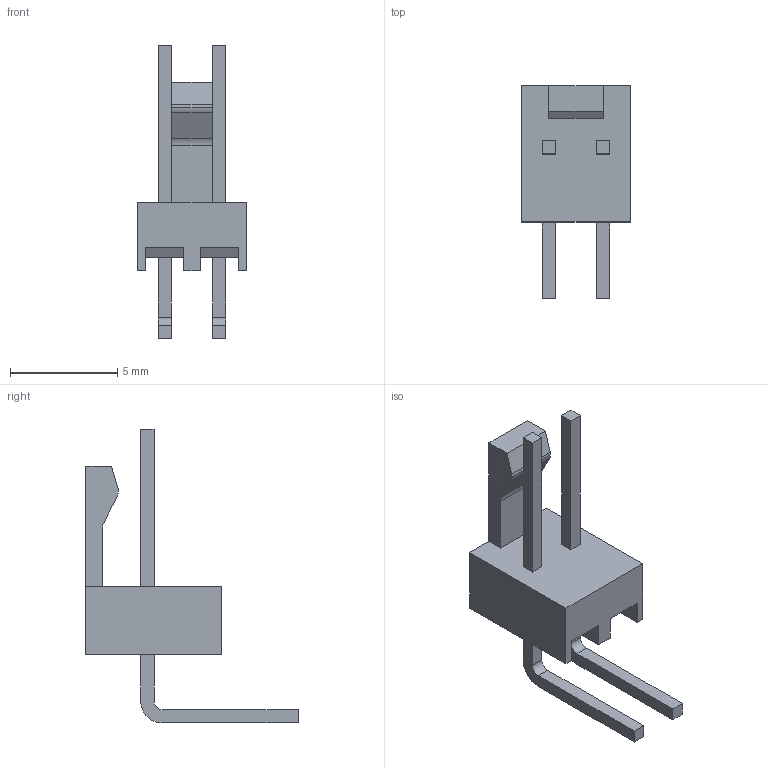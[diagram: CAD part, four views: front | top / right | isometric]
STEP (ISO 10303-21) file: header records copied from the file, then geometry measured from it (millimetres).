
FILE_DESCRIPTION(('STEP AP242'),'1');
FILE_NAME('3-647630-2.stp','2021-06-12T16:22:09',('TraceParts'),('TraceParts S.A.'),'Spatial InterOp 3D',' ',' ');
FILE_SCHEMA(('AP242_MANAGED_MODEL_BASED_3D_ENGINEERING_MIM_LF {1 0 10303 442 1 1 4}'));
Length unit declared in the file: millimetre
Products named in the file (1): 3-647630-2
Bounding box: 5.08 x 9.91 x 13.72 mm (x, y, z)
Volume: 112.4 mm3; surface area: 279.4 mm2
Topology: 1 solids, 1 shells, 55 faces, 147 edges, 98 vertices
Faces by surface type: plane 48, cylinder 7
Entity records: 1710 total; most frequent: CARTESIAN_POINT 301, ORIENTED_EDGE 294, DIRECTION 273, EDGE_CURVE 147, LINE 133, VECTOR 133, VERTEX_POINT 98, AXIS2_PLACEMENT_3D 70
